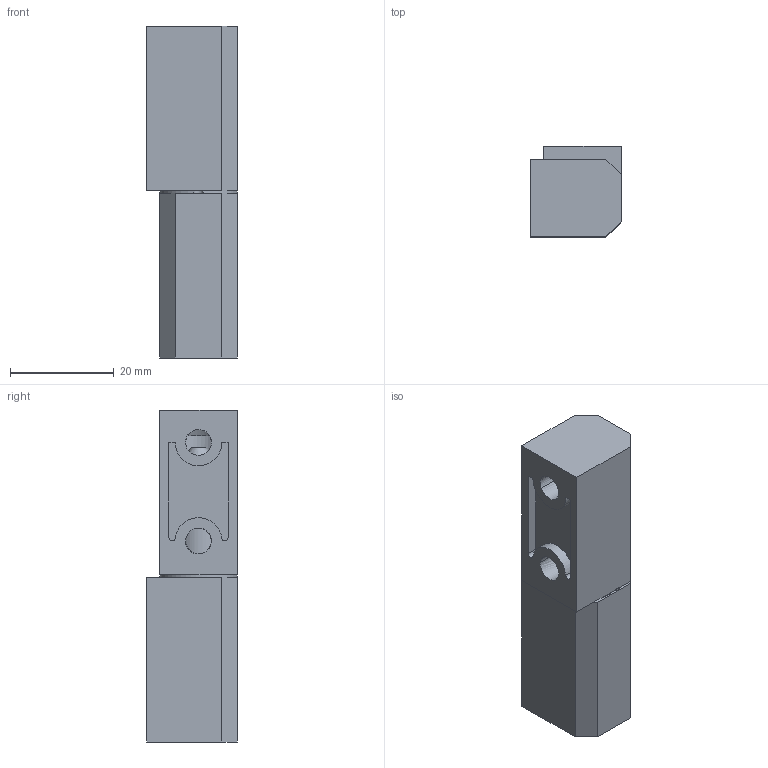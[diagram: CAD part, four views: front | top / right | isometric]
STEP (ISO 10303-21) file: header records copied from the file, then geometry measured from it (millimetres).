
FILE_DESCRIPTION((''),'2;1');
FILE_NAME('','2006-11-07T16:04:27',(''),(''),'','CADfix','');
FILE_SCHEMA(('AUTOMOTIVE_DESIGN'));
Length unit declared in the file: millimetre
Products named in the file (4): washer; hinge pieces_B; hinge pieces_A; TEH_1056_U34_3269_36
Assembly tree (3 placements, depth 2):
  TEH_1056_U34_3269_36
    washer
    hinge pieces_B
    hinge pieces_A
Bounding box: 17.5 x 17.5 x 64 mm (x, y, z)
Volume: 12944.8 mm3; surface area: 7975 mm2
Topology: 3 solids, 3 shells, 70 faces, 199 edges, 140 vertices
Faces by surface type: bspline 70
Entity records: 2709 total; most frequent: CARTESIAN_POINT 1497, ORIENTED_EDGE 398, EDGE_CURVE 199, VERTEX_POINT 140, QUASI_UNIFORM_CURVE 96, EDGE_LOOP 81, FACE_OUTER_BOUND 70, ADVANCED_FACE 70
